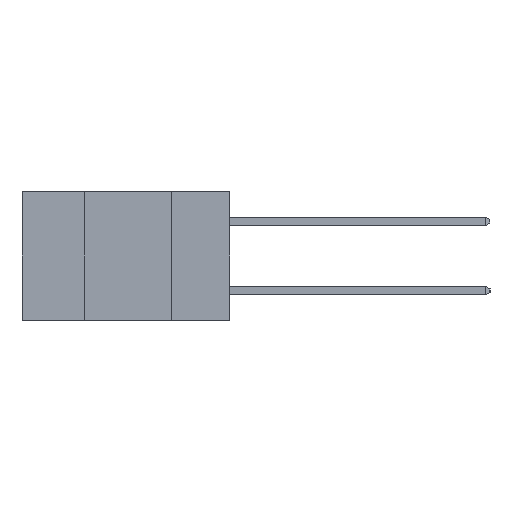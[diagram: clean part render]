
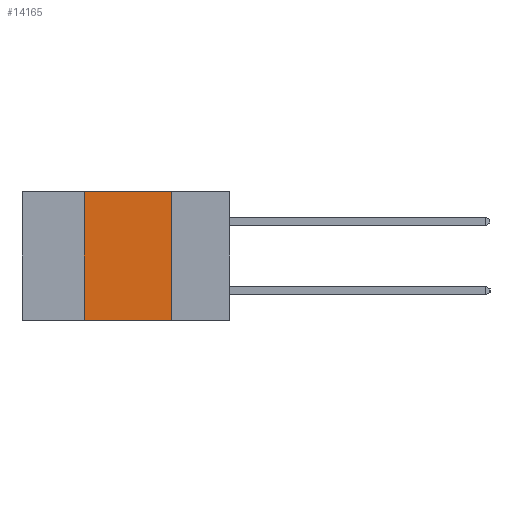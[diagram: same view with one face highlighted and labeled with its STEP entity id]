
A CAD part, left-side view. The second image highlights one B-rep face of the part: STEP entity #14165.
In plain terms, the highlighted planar face has unit normal (-1, 0, 0).
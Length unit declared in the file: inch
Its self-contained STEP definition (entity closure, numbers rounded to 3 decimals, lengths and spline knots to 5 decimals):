
#390 = EDGE_CURVE ( 'NONE', #1490, #1058, #5005, .T. ) ;
#704 = DIRECTION ( 'NONE',  ( 1., 0., 0. ) ) ;
#863 = PLANE ( 'NONE',  #16361 ) ;
#913 = ORIENTED_EDGE ( 'NONE', *, *, #390, .F. ) ;
#1058 = VERTEX_POINT ( 'NONE', #2737 ) ;
#1344 = CARTESIAN_POINT ( 'NONE',  ( 0., 0.17, 0. ) ) ;
#1458 = CARTESIAN_POINT ( 'NONE',  ( 0., 0.17, -0.37 ) ) ;
#1490 = VERTEX_POINT ( 'NONE', #1344 ) ;
#1669 = EDGE_LOOP ( 'NONE', ( #913, #1847, #2717, #6482 ) ) ;
#1847 = ORIENTED_EDGE ( 'NONE', *, *, #15060, .F. ) ;
#2717 = ORIENTED_EDGE ( 'NONE', *, *, #13366, .F. ) ;
#2737 = CARTESIAN_POINT ( 'NONE',  ( 0., 0.17, -0.37 ) ) ;
#5005 = LINE ( 'NONE', #1458, #11644 ) ;
#5579 = VERTEX_POINT ( 'NONE', #12988 ) ;
#6223 = FACE_OUTER_BOUND ( 'NONE', #1669, .T. ) ;
#6482 = ORIENTED_EDGE ( 'NONE', *, *, #11642, .T. ) ;
#6787 = DIRECTION ( 'NONE',  ( 0., 0., -1. ) ) ;
#7902 = VERTEX_POINT ( 'NONE', #14765 ) ;
#8433 = VECTOR ( 'NONE', #9586, 39.37008 ) ;
#9586 = DIRECTION ( 'NONE',  ( 0., -1., 0. ) ) ;
#9974 = CARTESIAN_POINT ( 'NONE',  ( 0., 0.6, 0. ) ) ;
#10311 = DIRECTION ( 'NONE',  ( 0., 0., -1. ) ) ;
#11642 = EDGE_CURVE ( 'NONE', #5579, #1058, #11863, .T. ) ;
#11644 = VECTOR ( 'NONE', #6787, 39.37008 ) ;
#11863 = LINE ( 'NONE', #16320, #14856 ) ;
#11967 = LINE ( 'NONE', #9974, #8433 ) ;
#12213 = VECTOR ( 'NONE', #14507, 39.37008 ) ;
#12988 = CARTESIAN_POINT ( 'NONE',  ( 0., 0.42, -0.37 ) ) ;
#13366 = EDGE_CURVE ( 'NONE', #5579, #7902, #15180, .T. ) ;
#14165 = ADVANCED_FACE ( 'NONE', ( #6223 ), #863, .F. ) ;
#14424 = CARTESIAN_POINT ( 'NONE',  ( 0., 0.42, -0.37 ) ) ;
#14507 = DIRECTION ( 'NONE',  ( 0., 0., 1. ) ) ;
#14765 = CARTESIAN_POINT ( 'NONE',  ( 0., 0.42, 0. ) ) ;
#14856 = VECTOR ( 'NONE', #16672, 39.37008 ) ;
#15060 = EDGE_CURVE ( 'NONE', #7902, #1490, #11967, .T. ) ;
#15109 = CARTESIAN_POINT ( 'NONE',  ( 0., 0.6, 0. ) ) ;
#15180 = LINE ( 'NONE', #14424, #12213 ) ;
#16320 = CARTESIAN_POINT ( 'NONE',  ( 0., 0.6, -0.37 ) ) ;
#16361 = AXIS2_PLACEMENT_3D ( 'NONE', #15109, #704, #10311 ) ;
#16672 = DIRECTION ( 'NONE',  ( 0., -1., 0. ) ) ;
